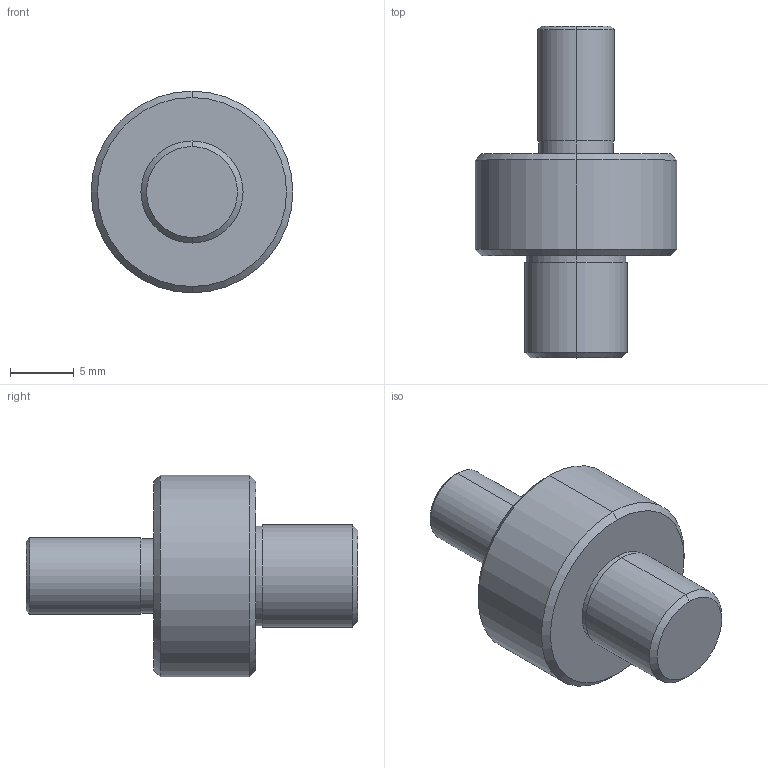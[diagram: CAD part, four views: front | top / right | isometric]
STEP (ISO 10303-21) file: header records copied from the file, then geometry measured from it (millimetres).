
FILE_DESCRIPTION (( 'STEP AP214' ), '1' );
FILE_NAME ('AL0800M6.STEP', '2013-07-17T09:26:55', ( '' ), ( '' ), 'SwSTEP 2.0', 'SolidWorks 2011', '' );
FILE_SCHEMA (( 'AUTOMOTIVE_DESIGN' ));
Length unit declared in the file: millimetre
Products named in the file (2): AL0800M6; adaptador LE  para M6
Assembly tree (1 placements, depth 2):
  AL0800M6
    adaptador LE  para M6
Bounding box: 15.8 x 26 x 15.8 mm (x, y, z)
Volume: 2235 mm3; surface area: 1146.7 mm2
Topology: 1 solids, 1 shells, 24 faces, 46 edges, 28 vertices
Faces by surface type: cylinder 10, cone 8, plane 6
Entity records: 724 total; most frequent: DIRECTION 130, CARTESIAN_POINT 102, ORIENTED_EDGE 92, AXIS2_PLACEMENT_3D 56, EDGE_CURVE 46, CIRCLE 28, VERTEX_POINT 28, EDGE_LOOP 28
